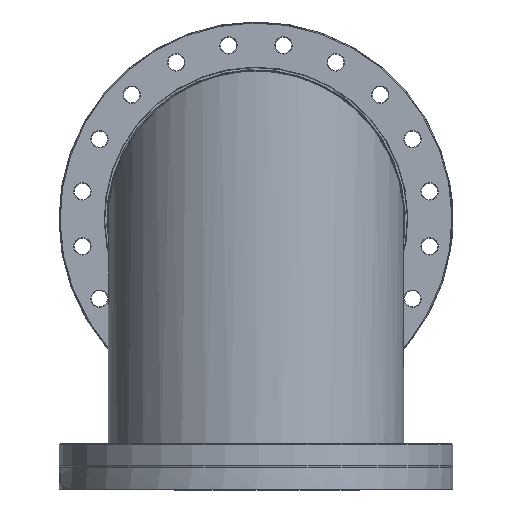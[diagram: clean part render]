
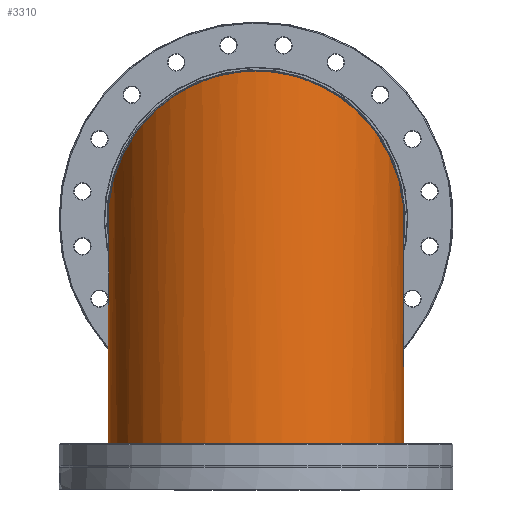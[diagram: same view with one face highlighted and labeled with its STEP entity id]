
A CAD part, front view. The second image highlights one B-rep face of the part: STEP entity #3310.
In plain terms, the highlighted cylindrical face has radius 76.2 mm (diameter 152.4 mm), a full revolution.
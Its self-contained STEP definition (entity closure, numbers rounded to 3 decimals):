
#11=ELLIPSE('',#3693,107.763,76.2);
#12=ELLIPSE('',#3694,107.763,76.2);
#285=CYLINDRICAL_SURFACE('',#3698,76.2);
#558=FACE_OUTER_BOUND('',#792,.T.);
#792=EDGE_LOOP('',(#3077,#3078,#3079,#3080,#3081));
#969=LINE('',#18559,#1144);
#1144=VECTOR('',#4479,76.2);
#1308=CIRCLE('',#3699,76.2);
#1624=VERTEX_POINT('',#18546);
#1625=VERTEX_POINT('',#18547);
#1628=VERTEX_POINT('',#18557);
#2107=EDGE_CURVE('',#1624,#1625,#11,.T.);
#2108=EDGE_CURVE('',#1625,#1624,#12,.T.);
#2112=EDGE_CURVE('',#1628,#1628,#1308,.T.);
#2113=EDGE_CURVE('',#1628,#1625,#969,.T.);
#3077=ORIENTED_EDGE('',*,*,#2112,.F.);
#3078=ORIENTED_EDGE('',*,*,#2113,.T.);
#3079=ORIENTED_EDGE('',*,*,#2108,.T.);
#3080=ORIENTED_EDGE('',*,*,#2107,.T.);
#3081=ORIENTED_EDGE('',*,*,#2113,.F.);
#3310=ADVANCED_FACE('',(#558),#285,.T.);
#3693=AXIS2_PLACEMENT_3D('',#18548,#4464,#4465);
#3694=AXIS2_PLACEMENT_3D('',#18549,#4466,#4467);
#3698=AXIS2_PLACEMENT_3D('',#18556,#4475,#4476);
#3699=AXIS2_PLACEMENT_3D('',#18558,#4477,#4478);
#4464=DIRECTION('center_axis',(0.707,0.,0.707));
#4465=DIRECTION('ref_axis',(-0.707,0.,0.707));
#4466=DIRECTION('center_axis',(0.707,0.,0.707));
#4467=DIRECTION('ref_axis',(-0.707,0.,0.707));
#4475=DIRECTION('center_axis',(0.,0.,1.));
#4476=DIRECTION('ref_axis',(-1.,0.,0.));
#4477=DIRECTION('center_axis',(0.,0.,1.));
#4478=DIRECTION('ref_axis',(-1.,0.,0.));
#4479=DIRECTION('',(0.,0.,-1.));
#18546=CARTESIAN_POINT('',(-76.2,0.,152.4));
#18547=CARTESIAN_POINT('',(76.2,0.,0.));
#18548=CARTESIAN_POINT('Origin',(0.,0.,76.2));
#18549=CARTESIAN_POINT('Origin',(0.,0.,76.2));
#18556=CARTESIAN_POINT('Origin',(0.,0.,0.));
#18557=CARTESIAN_POINT('',(76.2,0.,203.2));
#18558=CARTESIAN_POINT('Origin',(0.,0.,203.2));
#18559=CARTESIAN_POINT('',(76.2,0.,0.));
